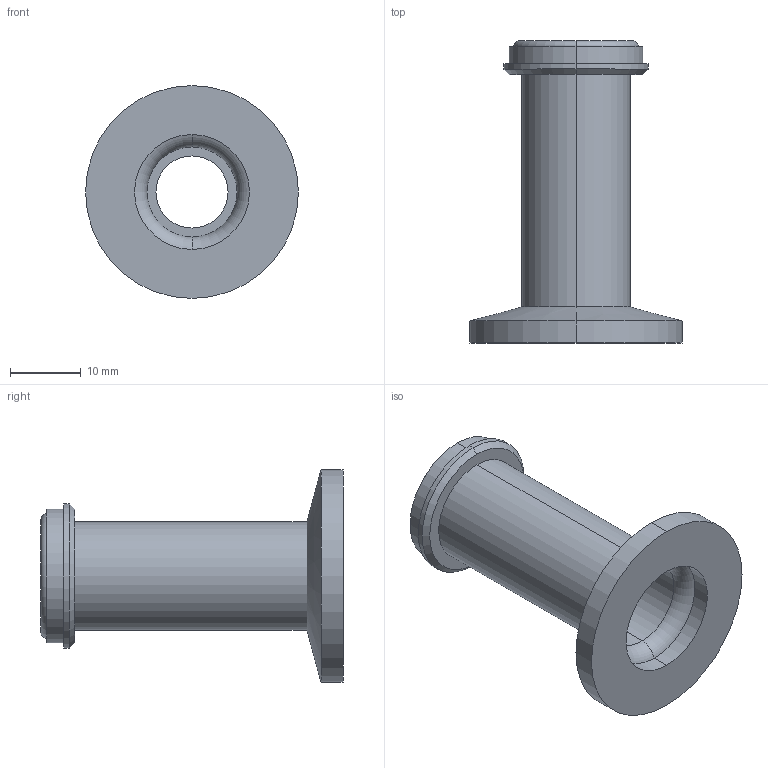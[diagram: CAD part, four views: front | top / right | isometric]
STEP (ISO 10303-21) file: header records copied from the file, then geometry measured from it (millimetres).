
FILE_DESCRIPTION (( 'STEP AP203' ), '1' );
FILE_NAME ('P101338.step', '2014-07-24T23:29:59', ( 'Rick' ), ( 'Microsoft' ), 'SwSTEP 2.0', 'SolidWorks 2014', '' );
FILE_SCHEMA (( 'CONFIG_CONTROL_DESIGN' ));
Length unit declared in the file: inch
Products named in the file (1): P101338
Bounding box: 30 x 42.58 x 30 mm (x, y, z)
Volume: 5866.9 mm3; surface area: 5082.1 mm2
Topology: 1 solids, 1 shells, 31 faces, 62 edges, 36 vertices
Faces by surface type: cylinder 14, torus 6, cone 6, plane 5
Entity records: 893 total; most frequent: DIRECTION 168, CARTESIAN_POINT 130, ORIENTED_EDGE 124, AXIS2_PLACEMENT_3D 74, EDGE_CURVE 62, CIRCLE 42, EDGE_LOOP 36, VERTEX_POINT 36
